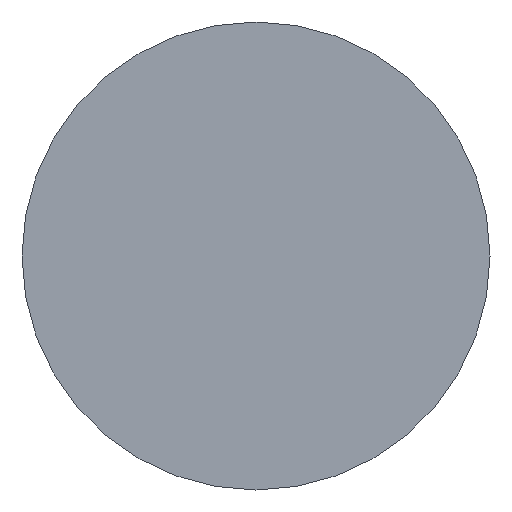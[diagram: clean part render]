
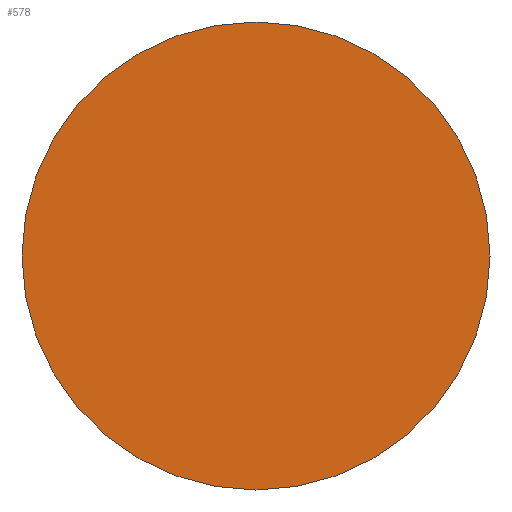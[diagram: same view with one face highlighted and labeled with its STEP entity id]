
A CAD part, front view. The second image highlights one B-rep face of the part: STEP entity #578.
In plain terms, the highlighted planar face has unit normal (0, -1, 0).
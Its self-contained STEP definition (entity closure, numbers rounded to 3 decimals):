
#57=PLANE('',#676);
#127=FACE_OUTER_BOUND('',#165,.T.);
#165=EDGE_LOOP('',(#523,#524));
#232=CIRCLE('',#673,12.5);
#233=CIRCLE('',#674,12.5);
#287=VERTEX_POINT('',#1060);
#288=VERTEX_POINT('',#1061);
#366=EDGE_CURVE('',#287,#288,#232,.T.);
#367=EDGE_CURVE('',#288,#287,#233,.T.);
#523=ORIENTED_EDGE('',*,*,#366,.T.);
#524=ORIENTED_EDGE('',*,*,#367,.T.);
#578=ADVANCED_FACE('',(#127),#57,.T.);
#673=AXIS2_PLACEMENT_3D('',#1062,#839,#840);
#674=AXIS2_PLACEMENT_3D('',#1063,#841,#842);
#676=AXIS2_PLACEMENT_3D('',#1065,#845,#846);
#839=DIRECTION('center_axis',(0.,-1.,0.));
#840=DIRECTION('ref_axis',(-1.,0.,0.));
#841=DIRECTION('center_axis',(0.,-1.,0.));
#842=DIRECTION('ref_axis',(-1.,0.,0.));
#845=DIRECTION('center_axis',(0.,-1.,0.));
#846=DIRECTION('ref_axis',(0.,0.,-1.));
#1060=CARTESIAN_POINT('',(-12.5,0.,0.));
#1061=CARTESIAN_POINT('',(0.,0.,12.5));
#1062=CARTESIAN_POINT('Origin',(0.,0.,0.));
#1063=CARTESIAN_POINT('Origin',(0.,0.,0.));
#1065=CARTESIAN_POINT('Origin',(-6.25,0.,
0.));
